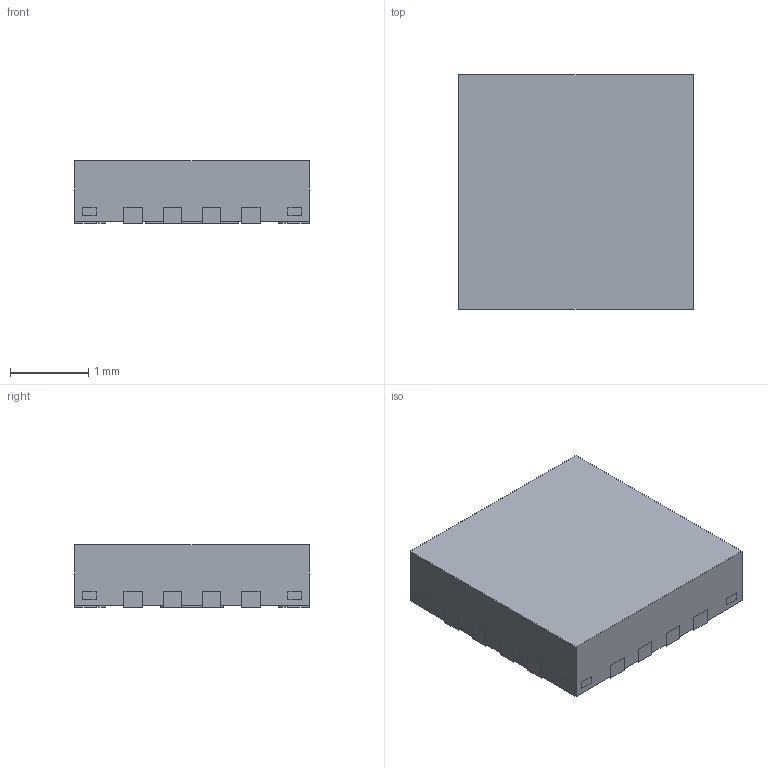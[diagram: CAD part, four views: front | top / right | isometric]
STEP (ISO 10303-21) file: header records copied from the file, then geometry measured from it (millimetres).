
FILE_DESCRIPTION(/* description */ (''),/* implementation_level */ '2;1');
FILE_NAME(/* name */ 'TPS43061.step',/* time_stamp */ '2020-03-09T20:56:57+01:00',/* author */ (''),/* organization */ (''),/* preprocessor_version */ 'ST-DEVELOPER v18',/* originating_system */ 'Autodesk Translation Framework v8.12.0.6',/* authorisation */ '');
FILE_SCHEMA (('AUTOMOTIVE_DESIGN { 1 0 10303 214 3 1 1 }'));
Length unit declared in the file: millimetre
Products named in the file (3): TPS43061; FRAME; BODY
Assembly tree (2 placements, depth 2):
  TPS43061
    FRAME
    BODY
Bounding box: 3 x 3 x 0.8 mm (x, y, z)
Volume: 7 mm3; surface area: 40.9 mm2
Topology: 22 solids, 22 shells, 299 faces, 762 edges, 508 vertices
Faces by surface type: plane 235, cylinder 64
Entity records: 9097 total; most frequent: CARTESIAN_POINT 1574, ORIENTED_EDGE 1524, DIRECTION 1498, EDGE_CURVE 762, LINE 634, VECTOR 634, VERTEX_POINT 508, AXIS2_PLACEMENT_3D 432
